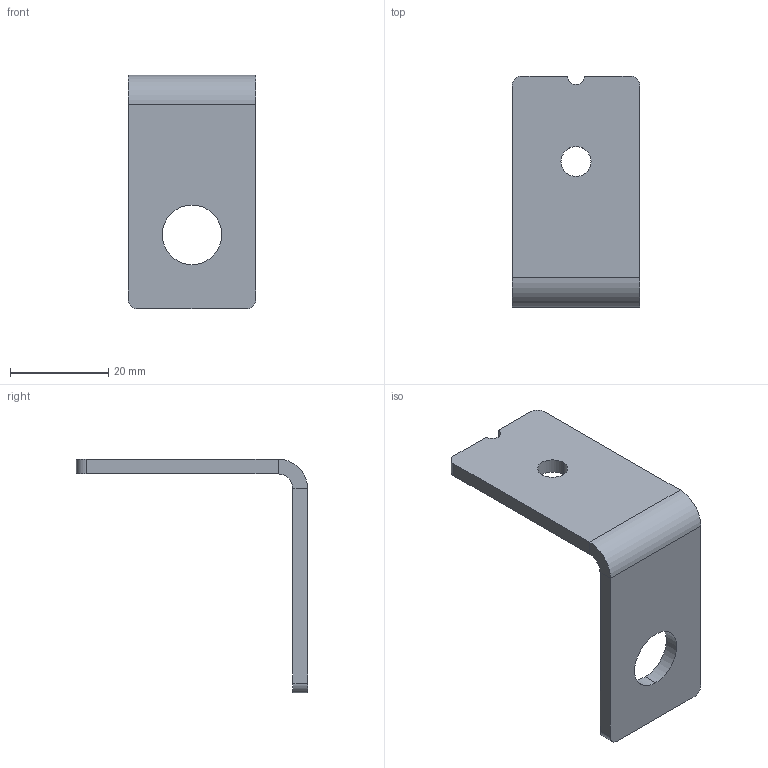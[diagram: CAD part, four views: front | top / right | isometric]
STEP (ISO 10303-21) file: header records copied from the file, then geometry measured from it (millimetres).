
FILE_DESCRIPTION (( 'STEP AP214' ), '1' );
FILE_NAME ('Ñáîðêà1.STEP', '2023-10-19T11:55:35', ( '' ), ( '' ), 'SwSTEP 2.0', 'SolidWorks 2022', '' );
FILE_SCHEMA (( 'AUTOMOTIVE_DESIGN' ));
Length unit declared in the file: millimetre
Products named in the file (2): Сборка1; T04 УГОЛОК 30Х30 (ДЛЯ ОГРАЖДЕНИЯ) (T04)_00
Assembly tree (1 placements, depth 2):
  Сборка1
    T04 УГОЛОК 30Х30 (ДЛЯ ОГРАЖДЕНИЯ) (T04)_00
Bounding box: 26 x 47 x 47.5 mm (x, y, z)
Volume: 6529.8 mm3; surface area: 5213.7 mm2
Topology: 1 solids, 1 shells, 24 faces, 58 edges, 36 vertices
Faces by surface type: plane 13, cylinder 11
Entity records: 774 total; most frequent: DIRECTION 136, CARTESIAN_POINT 122, ORIENTED_EDGE 116, EDGE_CURVE 58, AXIS2_PLACEMENT_3D 50, VECTOR 36, LINE 36, VERTEX_POINT 36
